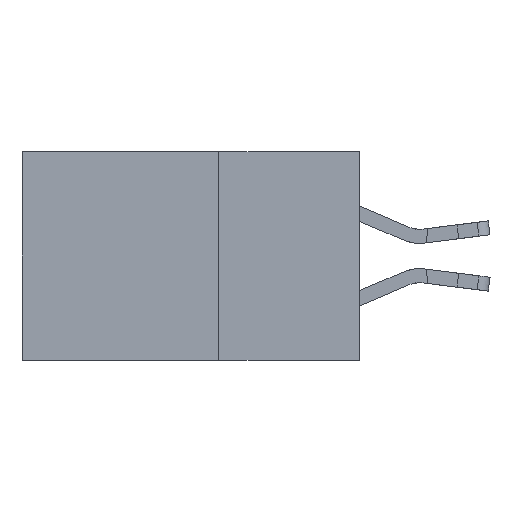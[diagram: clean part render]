
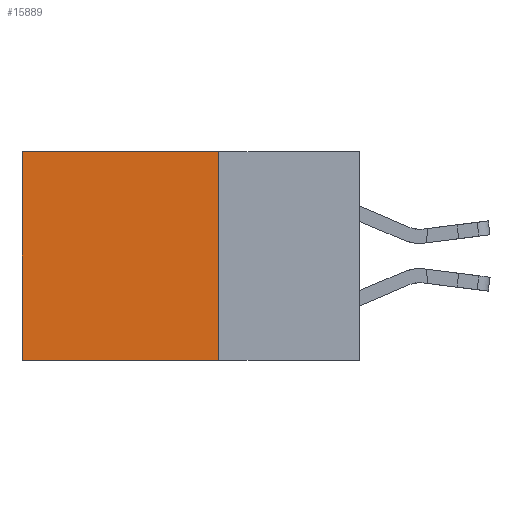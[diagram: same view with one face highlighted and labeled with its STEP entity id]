
A CAD part, left-side view. The second image highlights one B-rep face of the part: STEP entity #15889.
In plain terms, the highlighted planar face has unit normal (-1, 0, 0).
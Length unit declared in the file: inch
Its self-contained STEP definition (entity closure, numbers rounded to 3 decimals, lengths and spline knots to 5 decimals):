
#353 = EDGE_CURVE ( 'NONE', #14059, #1496, #10691, .T. ) ;
#788 = CARTESIAN_POINT ( 'NONE',  ( 0.2875, 0.25, 0. ) ) ;
#1496 = VERTEX_POINT ( 'NONE', #5584 ) ;
#2100 = EDGE_CURVE ( 'NONE', #7058, #14059, #14837, .T. ) ;
#2237 = VECTOR ( 'NONE', #19201, 39.37008 ) ;
#2408 = EDGE_CURVE ( 'NONE', #7058, #12949, #5642, .T. ) ;
#2414 = ORIENTED_EDGE ( 'NONE', *, *, #2100, .F. ) ;
#2636 = CARTESIAN_POINT ( 'NONE',  ( 0.2875, 0.25, 0. ) ) ;
#3452 = CARTESIAN_POINT ( 'NONE',  ( 0.2875, 0.25, 0. ) ) ;
#4390 = VECTOR ( 'NONE', #7794, 39.37008 ) ;
#4823 = DIRECTION ( 'NONE',  ( 0., 0., -1. ) ) ;
#5282 = ORIENTED_EDGE ( 'NONE', *, *, #17234, .T. ) ;
#5290 = PLANE ( 'NONE',  #12420 ) ;
#5348 = LINE ( 'NONE', #10605, #4390 ) ;
#5584 = CARTESIAN_POINT ( 'NONE',  ( 0.2875, 0.6, -0.37 ) ) ;
#5642 = LINE ( 'NONE', #2636, #13945 ) ;
#7058 = VERTEX_POINT ( 'NONE', #8893 ) ;
#7074 = CARTESIAN_POINT ( 'NONE',  ( 0.2875, 0.6, 0. ) ) ;
#7794 = DIRECTION ( 'NONE',  ( 0., 0., -1. ) ) ;
#8893 = CARTESIAN_POINT ( 'NONE',  ( 0.2875, 0.25, 0. ) ) ;
#9862 = CARTESIAN_POINT ( 'NONE',  ( 0.2875, 0.25, -0.37 ) ) ;
#10605 = CARTESIAN_POINT ( 'NONE',  ( 0.2875, 0.6, 0. ) ) ;
#10691 = LINE ( 'NONE', #9862, #2237 ) ;
#12215 = ORIENTED_EDGE ( 'NONE', *, *, #2408, .T. ) ;
#12420 = AXIS2_PLACEMENT_3D ( 'NONE', #788, #15975, #14507 ) ;
#12949 = VERTEX_POINT ( 'NONE', #7074 ) ;
#13945 = VECTOR ( 'NONE', #16321, 39.37008 ) ;
#14059 = VERTEX_POINT ( 'NONE', #14140 ) ;
#14140 = CARTESIAN_POINT ( 'NONE',  ( 0.2875, 0.25, -0.37 ) ) ;
#14507 = DIRECTION ( 'NONE',  ( 0., 0., -1. ) ) ;
#14785 = ORIENTED_EDGE ( 'NONE', *, *, #353, .F. ) ;
#14837 = LINE ( 'NONE', #3452, #17707 ) ;
#15383 = FACE_OUTER_BOUND ( 'NONE', #17161, .T. ) ;
#15889 = ADVANCED_FACE ( 'NONE', ( #15383 ), #5290, .F. ) ;
#15975 = DIRECTION ( 'NONE',  ( 1., 0., 0. ) ) ;
#16321 = DIRECTION ( 'NONE',  ( 0., 1., 0. ) ) ;
#17161 = EDGE_LOOP ( 'NONE', ( #5282, #14785, #2414, #12215 ) ) ;
#17234 = EDGE_CURVE ( 'NONE', #12949, #1496, #5348, .T. ) ;
#17707 = VECTOR ( 'NONE', #4823, 39.37008 ) ;
#19201 = DIRECTION ( 'NONE',  ( 0., 1., 0. ) ) ;
